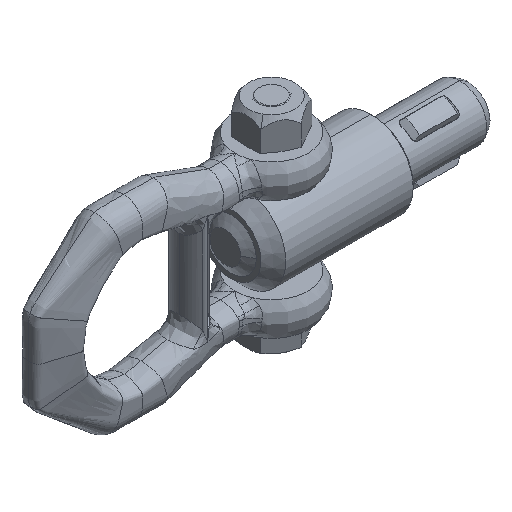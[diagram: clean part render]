
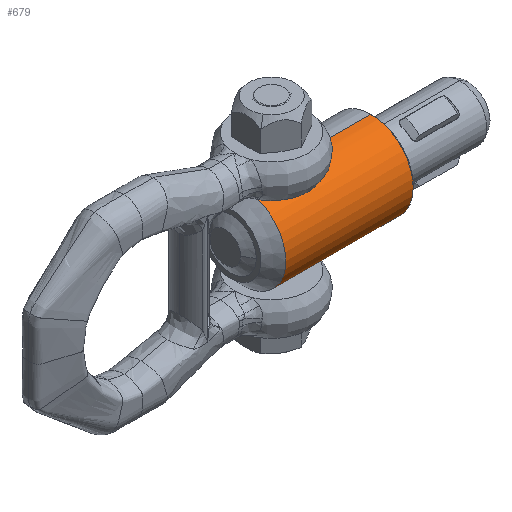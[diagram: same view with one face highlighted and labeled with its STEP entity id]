
A CAD part, isometric view. The second image highlights one B-rep face of the part: STEP entity #679.
In plain terms, the highlighted cylindrical face has radius 10.75 mm (diameter 21.5 mm), a partial arc.
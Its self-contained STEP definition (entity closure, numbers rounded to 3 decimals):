
#679=ADVANCED_FACE('',(#1384),#1385,.T.);
#1384=FACE_OUTER_BOUND('',#9114,.T.);
#1385=CYLINDRICAL_SURFACE('',#9115,10.75);
#9114=EDGE_LOOP('',(#10938,#10939,#10940,#10941,#10942,#10943,#10944,#10945));
#9115=AXIS2_PLACEMENT_3D('',#10946,#10947,#10948);
#10938=ORIENTED_EDGE('',*,*,#11841,.T.);
#10939=ORIENTED_EDGE('',*,*,#12044,.T.);
#10940=ORIENTED_EDGE('',*,*,#11845,.T.);
#10941=ORIENTED_EDGE('',*,*,#12046,.F.);
#10942=ORIENTED_EDGE('',*,*,#11844,.T.);
#10943=ORIENTED_EDGE('',*,*,#12043,.T.);
#10944=ORIENTED_EDGE('',*,*,#11842,.T.);
#10945=ORIENTED_EDGE('',*,*,#12047,.T.);
#10946=CARTESIAN_POINT('',(0.0,0.0,0.0));
#10947=DIRECTION('',(1.0,-0.0,0.0));
#10948=DIRECTION('',(0.0,0.0,1.0));
#11841=EDGE_CURVE('',#13019,#13027,#13028,.T.);
#11842=EDGE_CURVE('',#13029,#13023,#13030,.T.);
#11844=EDGE_CURVE('',#12998,#13031,#13033,.T.);
#11845=EDGE_CURVE('',#13034,#13002,#13035,.T.);
#12043=EDGE_CURVE('',#13031,#13029,#13338,.T.);
#12044=EDGE_CURVE('',#13027,#13034,#13339,.T.);
#12046=EDGE_CURVE('',#12998,#13002,#13341,.T.);
#12047=EDGE_CURVE('',#13023,#13019,#13342,.T.);
#12998=VERTEX_POINT('',#18203);
#13002=VERTEX_POINT('',#18208);
#13019=VERTEX_POINT('',#18228);
#13023=VERTEX_POINT('',#18233);
#13027=VERTEX_POINT('',#18238);
#13028=LINE('',#18239,#18240);
#13029=VERTEX_POINT('',#18241);
#13030=LINE('',#18242,#18243);
#13031=VERTEX_POINT('',#18244);
#13033=LINE('',#18264,#18265);
#13034=VERTEX_POINT('',#18266);
#13035=LINE('',#18267,#18268);
#13338=B_SPLINE_CURVE_WITH_KNOTS('',3,(#18879,#18880,#18881,#18882,#18883,#18884,#18885,#18886,#18887,#18888,#18889,#18890,#18891,#18892,#18893,#18894,#18895,#18896),.UNSPECIFIED.,.F.,.F.,(4,2,2,2,2,2,2,2,4),(0.625,0.781,0.937,1.093,1.249,1.406,1.562,1.718,1.874),.UNSPECIFIED.);
#13339=B_SPLINE_CURVE_WITH_KNOTS('',3,(#18897,#18898,#18899,#18900,#18901,#18902,#18903,#18904,#18905,#18906,#18907,#18908,#18909,#18910,#18911,#18912,#18913,#18914),.UNSPECIFIED.,.F.,.F.,(4,2,2,2,2,2,2,2,4),(0.625,0.781,0.937,1.093,1.249,1.406,1.562,1.718,1.874),.UNSPECIFIED.);
#13341=CIRCLE('',#18916,10.75);
#13342=CIRCLE('',#18917,10.75);
#18203=CARTESIAN_POINT('',(3.15,0.,-10.75));
#18208=CARTESIAN_POINT('',(3.15,0.,10.75));
#18228=CARTESIAN_POINT('',(35.5,0.0,10.75));
#18233=CARTESIAN_POINT('',(35.5,0.,-10.75));
#18238=CARTESIAN_POINT('',(14.4,0.,10.75));
#18239=CARTESIAN_POINT('',(19.325,0.,10.75));
#18240=VECTOR('',#19772,1.0);
#18241=CARTESIAN_POINT('',(14.4,0.,-10.75));
#18242=CARTESIAN_POINT('',(0.0,0.,-10.75));
#18243=VECTOR('',#19773,10.75);
#18244=CARTESIAN_POINT('',(6.2,0.,-10.75));
#18264=CARTESIAN_POINT('',(0.0,0.,-10.75));
#18265=VECTOR('',#19774,10.75);
#18266=CARTESIAN_POINT('',(6.2,0.,10.75));
#18267=CARTESIAN_POINT('',(19.325,0.,10.75));
#18268=VECTOR('',#19775,1.0);
#18879=CARTESIAN_POINT('',(6.2,0.,-10.75));
#18880=CARTESIAN_POINT('',(6.2,-0.52,-10.75));
#18881=CARTESIAN_POINT('',(6.305,-1.072,-10.709));
#18882=CARTESIAN_POINT('',(6.725,-2.081,-10.559));
#18883=CARTESIAN_POINT('',(7.04,-2.538,-10.453));
#18884=CARTESIAN_POINT('',(7.762,-3.26,-10.251));
#18885=CARTESIAN_POINT('',(8.22,-3.575,-10.141));
#18886=CARTESIAN_POINT('',(9.228,-3.995,-9.983));
#18887=CARTESIAN_POINT('',(9.779,-4.1,-9.937));
#18888=CARTESIAN_POINT('',(10.821,-4.1,-9.937));
#18889=CARTESIAN_POINT('',(11.372,-3.995,-9.983));
#18890=CARTESIAN_POINT('',(12.38,-3.575,-10.141));
#18891=CARTESIAN_POINT('',(12.838,-3.26,-10.251));
#18892=CARTESIAN_POINT('',(13.56,-2.538,-10.453));
#18893=CARTESIAN_POINT('',(13.875,-2.081,-10.559));
#18894=CARTESIAN_POINT('',(14.295,-1.072,-10.709));
#18895=CARTESIAN_POINT('',(14.4,-0.52,-10.75));
#18896=CARTESIAN_POINT('',(14.4,0.,-10.75));
#18897=CARTESIAN_POINT('',(14.4,0.,10.75));
#18898=CARTESIAN_POINT('',(14.4,-0.52,10.75));
#18899=CARTESIAN_POINT('',(14.295,-1.072,10.709));
#18900=CARTESIAN_POINT('',(13.875,-2.081,10.559));
#18901=CARTESIAN_POINT('',(13.56,-2.538,10.453));
#18902=CARTESIAN_POINT('',(12.838,-3.26,10.251));
#18903=CARTESIAN_POINT('',(12.38,-3.575,10.141));
#18904=CARTESIAN_POINT('',(11.372,-3.995,9.983));
#18905=CARTESIAN_POINT('',(10.821,-4.1,9.937));
#18906=CARTESIAN_POINT('',(9.779,-4.1,9.937));
#18907=CARTESIAN_POINT('',(9.228,-3.995,9.983));
#18908=CARTESIAN_POINT('',(8.22,-3.575,10.141));
#18909=CARTESIAN_POINT('',(7.762,-3.26,10.251));
#18910=CARTESIAN_POINT('',(7.04,-2.538,10.453));
#18911=CARTESIAN_POINT('',(6.725,-2.081,10.559));
#18912=CARTESIAN_POINT('',(6.305,-1.072,10.709));
#18913=CARTESIAN_POINT('',(6.2,-0.52,10.75));
#18914=CARTESIAN_POINT('',(6.2,0.,10.75));
#18916=AXIS2_PLACEMENT_3D('',#20011,#20012,#20013);
#18917=AXIS2_PLACEMENT_3D('',#20014,#20015,#20016);
#19772=DIRECTION('',(-1.0,0.0,-0.0));
#19773=DIRECTION('',(1.0,0.0,0.0));
#19774=DIRECTION('',(1.0,0.0,0.0));
#19775=DIRECTION('',(-1.0,0.0,-0.0));
#20011=CARTESIAN_POINT('',(3.15,0.0,0.0));
#20012=DIRECTION('',(-1.0,0.0,0.0));
#20013=DIRECTION('',(0.0,0.0,1.0));
#20014=CARTESIAN_POINT('',(35.5,0.0,0.0));
#20015=DIRECTION('',(-1.0,0.0,0.0));
#20016=DIRECTION('',(0.0,0.0,1.0));
